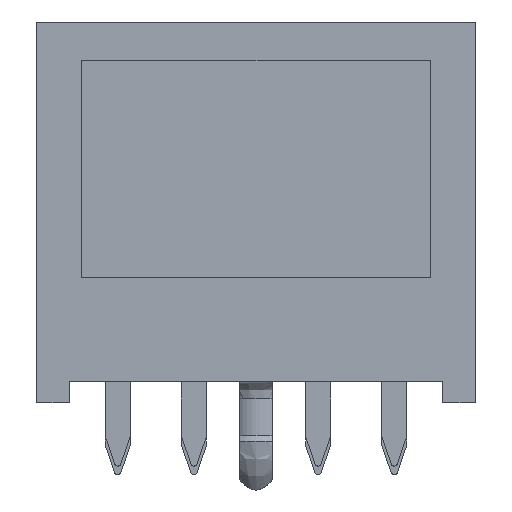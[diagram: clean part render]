
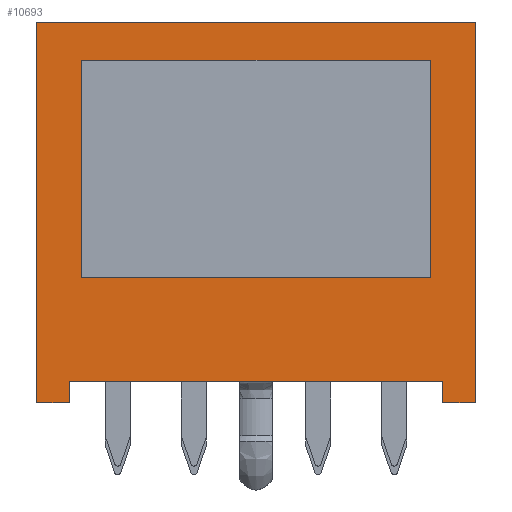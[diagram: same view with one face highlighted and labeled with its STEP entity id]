
A CAD part, front view. The second image highlights one B-rep face of the part: STEP entity #10693.
In plain terms, the highlighted planar face has unit normal (0, -1, 0).
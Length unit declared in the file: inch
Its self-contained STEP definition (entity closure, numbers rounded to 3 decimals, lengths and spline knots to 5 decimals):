
#106 = VECTOR ( 'NONE', #10930, 39.37008 ) ;
#163 = VECTOR ( 'NONE', #3571, 39.37008 ) ;
#292 = LINE ( 'NONE', #1727, #163 ) ;
#337 = VECTOR ( 'NONE', #351, 39.37008 ) ;
#345 = LINE ( 'NONE', #10030, #4110 ) ;
#351 = DIRECTION ( 'NONE',  ( 0., 0., -1. ) ) ;
#639 = CARTESIAN_POINT ( 'NONE',  ( 0.59112, 0.32368, 0.42508 ) ) ;
#686 = ORIENTED_EDGE ( 'NONE', *, *, #4064, .T. ) ;
#863 = ORIENTED_EDGE ( 'NONE', *, *, #7153, .T. ) ;
#870 = VECTOR ( 'NONE', #2760, 39.37008 ) ;
#883 = CARTESIAN_POINT ( 'NONE',  ( 0.65018, 0.32368, 1.11406 ) ) ;
#969 = ORIENTED_EDGE ( 'NONE', *, *, #1686, .F. ) ;
#1060 = FACE_OUTER_BOUND ( 'NONE', #5505, .T. ) ;
#1093 = EDGE_CURVE ( 'NONE', #1528, #5252, #10821, .T. ) ;
#1192 = VECTOR ( 'NONE', #1252, 39.37008 ) ;
#1252 = DIRECTION ( 'NONE',  ( 1., 0., 0. ) ) ;
#1331 = ORIENTED_EDGE ( 'NONE', *, *, #1700, .F. ) ;
#1351 = LINE ( 'NONE', #3653, #5655 ) ;
#1440 = EDGE_LOOP ( 'NONE', ( #11157, #5342, #3105, #7243 ) ) ;
#1521 = VECTOR ( 'NONE', #9277, 39.37008 ) ;
#1528 = VERTEX_POINT ( 'NONE', #7400 ) ;
#1686 = EDGE_CURVE ( 'NONE', #3627, #9408, #7467, .T. ) ;
#1700 = EDGE_CURVE ( 'NONE', #4621, #4154, #6234, .T. ) ;
#1727 = CARTESIAN_POINT ( 'NONE',  ( -0.08408, 0.32368, 0.42508 ) ) ;
#1788 = CARTESIAN_POINT ( 'NONE',  ( -0.06144, 0.32368, 1.04516 ) ) ;
#2074 = VECTOR ( 'NONE', #5527, 39.37008 ) ;
#2096 = DIRECTION ( 'NONE',  ( 0., 0., 1. ) ) ;
#2212 = DIRECTION ( 'NONE',  ( -1., 0., 0. ) ) ;
#2350 = EDGE_CURVE ( 'NONE', #5506, #7623, #5833, .T. ) ;
#2377 = CARTESIAN_POINT ( 'NONE',  ( 0.56848, 0.32368, 0.42508 ) ) ;
#2748 = DIRECTION ( 'NONE',  ( 0., 0., 1. ) ) ;
#2760 = DIRECTION ( 'NONE',  ( -1., 0., 0. ) ) ;
#2933 = DIRECTION ( 'NONE',  ( 0., 1., 0. ) ) ;
#3083 = CARTESIAN_POINT ( 'NONE',  ( 0.56848, 0.32368, 0.65146 ) ) ;
#3105 = ORIENTED_EDGE ( 'NONE', *, *, #10683, .F. ) ;
#3184 = CARTESIAN_POINT ( 'NONE',  ( 0.65018, 0.32368, 1.11406 ) ) ;
#3571 = DIRECTION ( 'NONE',  ( 0., 0., -1. ) ) ;
#3627 = VERTEX_POINT ( 'NONE', #8813 ) ;
#3653 = CARTESIAN_POINT ( 'NONE',  ( 0.59112, 0.32368, 0.42508 ) ) ;
#3724 = CARTESIAN_POINT ( 'NONE',  ( 0.25352, 0.32368, 0.42508 ) ) ;
#3953 = CARTESIAN_POINT ( 'NONE',  ( 0.25352, 0.32368, 0.42508 ) ) ;
#4021 = ORIENTED_EDGE ( 'NONE', *, *, #10543, .F. ) ;
#4064 = EDGE_CURVE ( 'NONE', #7609, #9408, #345, .T. ) ;
#4110 = VECTOR ( 'NONE', #4949, 39.37008 ) ;
#4154 = VERTEX_POINT ( 'NONE', #4203 ) ;
#4203 = CARTESIAN_POINT ( 'NONE',  ( -0.08408, 0.32368, 0.46445 ) ) ;
#4288 = AXIS2_PLACEMENT_3D ( 'NONE', #3724, #2933, #2096 ) ;
#4476 = EDGE_CURVE ( 'NONE', #7623, #5635, #6803, .T. ) ;
#4621 = VERTEX_POINT ( 'NONE', #9351 ) ;
#4720 = CARTESIAN_POINT ( 'NONE',  ( 0.25352, 0.32368, 0.65146 ) ) ;
#4949 = DIRECTION ( 'NONE',  ( 0., 0., -1. ) ) ;
#5252 = VERTEX_POINT ( 'NONE', #639 ) ;
#5305 = VECTOR ( 'NONE', #2212, 39.37008 ) ;
#5342 = ORIENTED_EDGE ( 'NONE', *, *, #8482, .F. ) ;
#5344 = EDGE_CURVE ( 'NONE', #7377, #7609, #6093, .T. ) ;
#5361 = CARTESIAN_POINT ( 'NONE',  ( 0.56848, 0.32368, 1.04516 ) ) ;
#5406 = CARTESIAN_POINT ( 'NONE',  ( 0.25352, 0.32368, 0.42508 ) ) ;
#5505 = EDGE_LOOP ( 'NONE', ( #4021, #10252, #863, #6745, #686, #969, #9684, #1331 ) ) ;
#5506 = VERTEX_POINT ( 'NONE', #5361 ) ;
#5527 = DIRECTION ( 'NONE',  ( -1., 0., 0. ) ) ;
#5535 = CARTESIAN_POINT ( 'NONE',  ( -0.06144, 0.32368, 0.42508 ) ) ;
#5635 = VERTEX_POINT ( 'NONE', #10646 ) ;
#5655 = VECTOR ( 'NONE', #2748, 39.37008 ) ;
#5735 = VERTEX_POINT ( 'NONE', #3083 ) ;
#5770 = LINE ( 'NONE', #4720, #1192 ) ;
#5833 = LINE ( 'NONE', #6235, #2074 ) ;
#5950 = CARTESIAN_POINT ( 'NONE',  ( -0.14313, 0.32368, 0.42508 ) ) ;
#6087 = LINE ( 'NONE', #2377, #1521 ) ;
#6093 = LINE ( 'NONE', #7779, #7454 ) ;
#6234 = LINE ( 'NONE', #10838, #5305 ) ;
#6235 = CARTESIAN_POINT ( 'NONE',  ( 0.25352, 0.32368, 1.04516 ) ) ;
#6745 = ORIENTED_EDGE ( 'NONE', *, *, #5344, .T. ) ;
#6803 = LINE ( 'NONE', #5535, #337 ) ;
#6963 = DIRECTION ( 'NONE',  ( -1., 0., 0. ) ) ;
#7153 = EDGE_CURVE ( 'NONE', #1528, #7377, #10328, .T. ) ;
#7227 = PLANE ( 'NONE',  #4288 ) ;
#7243 = ORIENTED_EDGE ( 'NONE', *, *, #4476, .F. ) ;
#7377 = VERTEX_POINT ( 'NONE', #883 ) ;
#7400 = CARTESIAN_POINT ( 'NONE',  ( 0.65018, 0.32368, 0.42508 ) ) ;
#7454 = VECTOR ( 'NONE', #6963, 39.37008 ) ;
#7467 = LINE ( 'NONE', #3953, #8560 ) ;
#7609 = VERTEX_POINT ( 'NONE', #10411 ) ;
#7623 = VERTEX_POINT ( 'NONE', #1788 ) ;
#7779 = CARTESIAN_POINT ( 'NONE',  ( -0.14313, 0.32368, 1.11406 ) ) ;
#8104 = DIRECTION ( 'NONE',  ( -1., 0., 0. ) ) ;
#8172 = EDGE_CURVE ( 'NONE', #4154, #3627, #292, .T. ) ;
#8482 = EDGE_CURVE ( 'NONE', #5735, #5506, #6087, .T. ) ;
#8560 = VECTOR ( 'NONE', #8104, 39.37008 ) ;
#8813 = CARTESIAN_POINT ( 'NONE',  ( -0.08408, 0.32368, 0.42508 ) ) ;
#9154 = FACE_BOUND ( 'NONE', #1440, .T. ) ;
#9277 = DIRECTION ( 'NONE',  ( 0., 0., 1. ) ) ;
#9351 = CARTESIAN_POINT ( 'NONE',  ( 0.59112, 0.32368, 0.46445 ) ) ;
#9408 = VERTEX_POINT ( 'NONE', #5950 ) ;
#9684 = ORIENTED_EDGE ( 'NONE', *, *, #8172, .F. ) ;
#10030 = CARTESIAN_POINT ( 'NONE',  ( -0.14313, 0.32368, 0.42508 ) ) ;
#10252 = ORIENTED_EDGE ( 'NONE', *, *, #1093, .F. ) ;
#10328 = LINE ( 'NONE', #3184, #106 ) ;
#10411 = CARTESIAN_POINT ( 'NONE',  ( -0.14313, 0.32368, 1.11406 ) ) ;
#10543 = EDGE_CURVE ( 'NONE', #5252, #4621, #1351, .T. ) ;
#10646 = CARTESIAN_POINT ( 'NONE',  ( -0.06144, 0.32368, 0.65146 ) ) ;
#10683 = EDGE_CURVE ( 'NONE', #5635, #5735, #5770, .T. ) ;
#10693 = ADVANCED_FACE ( 'NONE', ( #9154, #1060 ), #7227, .F. ) ;
#10821 = LINE ( 'NONE', #5406, #870 ) ;
#10838 = CARTESIAN_POINT ( 'NONE',  ( 0.25352, 0.32368, 0.46445 ) ) ;
#10930 = DIRECTION ( 'NONE',  ( 0., 0., 1. ) ) ;
#11157 = ORIENTED_EDGE ( 'NONE', *, *, #2350, .F. ) ;
